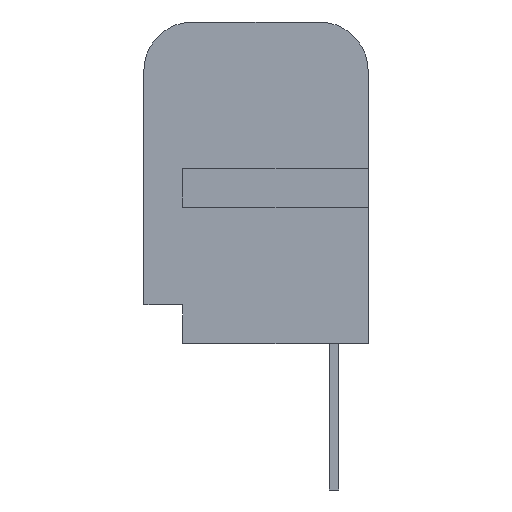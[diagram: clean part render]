
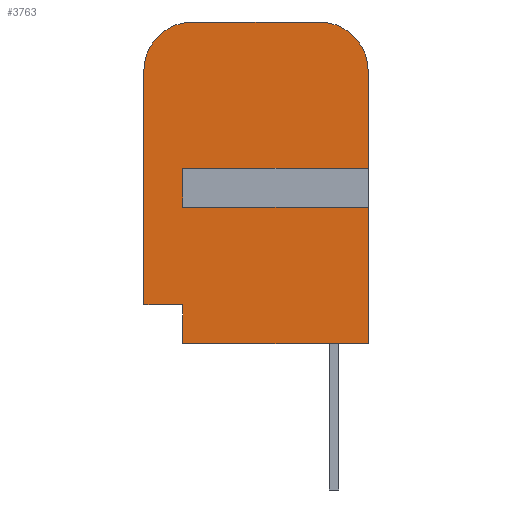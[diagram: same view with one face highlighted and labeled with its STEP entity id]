
A CAD part, left-side view. The second image highlights one B-rep face of the part: STEP entity #3763.
In plain terms, the highlighted planar face has unit normal (-1, 0, 0).
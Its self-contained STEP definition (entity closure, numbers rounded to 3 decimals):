
#2=DIRECTION('',(0.,1.,0.));
#3=VECTOR('',#2,3.8);
#4=CARTESIAN_POINT('',(-8.1,-2.3,-3.8));
#5=LINE('',#4,#3);
#6=DIRECTION('',(0.,0.,-1.));
#7=VECTOR('',#6,2.8);
#8=CARTESIAN_POINT('',(-8.1,-2.3,-3.8));
#9=LINE('',#8,#7);
#10=DIRECTION('',(0.,1.,0.));
#11=VECTOR('',#10,3.8);
#12=CARTESIAN_POINT('',(-8.1,-2.3,-6.6));
#13=LINE('',#12,#11);
#14=DIRECTION('',(0.,0.,1.));
#15=VECTOR('',#14,0.8);
#16=CARTESIAN_POINT('',(-8.1,1.5,-6.6));
#17=LINE('',#16,#15);
#18=DIRECTION('',(0.,1.,0.));
#19=VECTOR('',#18,0.8);
#20=CARTESIAN_POINT('',(-8.1,1.5,-5.8));
#21=LINE('',#20,#19);
#22=DIRECTION('',(0.,0.,1.));
#23=VECTOR('',#22,4.8);
#24=CARTESIAN_POINT('',(-8.1,2.3,-5.8));
#25=LINE('',#24,#23);
#26=CARTESIAN_POINT('',(-8.1,1.3,-1.));
#27=DIRECTION('',(1.,0.,0.));
#28=DIRECTION('',(0.,1.,0.));
#29=AXIS2_PLACEMENT_3D('',#26,#27,#28);
#31=DIRECTION('',(0.,-1.,0.));
#32=VECTOR('',#31,2.6);
#33=CARTESIAN_POINT('',(-8.1,1.3,0.));
#34=LINE('',#33,#32);
#35=CARTESIAN_POINT('',(-8.1,-1.3,-1.));
#36=DIRECTION('',(1.,0.,0.));
#37=DIRECTION('',(0.,0.,1.));
#38=AXIS2_PLACEMENT_3D('',#35,#36,#37);
#40=DIRECTION('',(0.,0.,-1.));
#41=VECTOR('',#40,2.);
#42=CARTESIAN_POINT('',(-8.1,-2.3,-1.));
#43=LINE('',#42,#41);
#44=DIRECTION('',(0.,1.,0.));
#45=VECTOR('',#44,3.8);
#46=CARTESIAN_POINT('',(-8.1,-2.3,-3.));
#47=LINE('',#46,#45);
#48=DIRECTION('',(0.,0.,1.));
#49=VECTOR('',#48,0.8);
#50=CARTESIAN_POINT('',(-8.1,1.5,-3.8));
#51=LINE('',#50,#49);
#3004=CARTESIAN_POINT('',(-8.1,2.3,-1.));
#3005=CARTESIAN_POINT('',(-8.1,1.3,0.));
#3006=VERTEX_POINT('',#3004);
#3007=VERTEX_POINT('',#3005);
#3008=CARTESIAN_POINT('',(-8.1,-1.3,0.));
#3009=VERTEX_POINT('',#3008);
#3010=CARTESIAN_POINT('',(-8.1,-2.3,-1.));
#3011=VERTEX_POINT('',#3010);
#3012=CARTESIAN_POINT('',(-8.1,-2.3,-6.6));
#3013=CARTESIAN_POINT('',(-8.1,1.5,-6.6));
#3014=VERTEX_POINT('',#3012);
#3015=VERTEX_POINT('',#3013);
#3016=CARTESIAN_POINT('',(-8.1,2.3,-5.8));
#3017=VERTEX_POINT('',#3016);
#3040=CARTESIAN_POINT('',(-8.1,-2.3,-3.8));
#3041=CARTESIAN_POINT('',(-8.1,1.5,-3.8));
#3042=VERTEX_POINT('',#3040);
#3043=VERTEX_POINT('',#3041);
#3044=CARTESIAN_POINT('',(-8.1,-2.3,-3.));
#3045=CARTESIAN_POINT('',(-8.1,1.5,-3.));
#3046=VERTEX_POINT('',#3044);
#3047=VERTEX_POINT('',#3045);
#3216=CARTESIAN_POINT('',(-8.1,1.5,-5.8));
#3217=VERTEX_POINT('',#3216);
#3732=CARTESIAN_POINT('',(-8.1,0.,0.));
#3733=DIRECTION('',(1.,0.,0.));
#3734=DIRECTION('',(0.,0.,-1.));
#3735=AXIS2_PLACEMENT_3D('',#3732,#3733,#3734);
#3736=PLANE('',#3735);
#3738=ORIENTED_EDGE('',*,*,#3737,.F.);
#3740=ORIENTED_EDGE('',*,*,#3739,.T.);
#3742=ORIENTED_EDGE('',*,*,#3741,.T.);
#3744=ORIENTED_EDGE('',*,*,#3743,.T.);
#3746=ORIENTED_EDGE('',*,*,#3745,.T.);
#3748=ORIENTED_EDGE('',*,*,#3747,.T.);
#3750=ORIENTED_EDGE('',*,*,#3749,.T.);
#3752=ORIENTED_EDGE('',*,*,#3751,.T.);
#3754=ORIENTED_EDGE('',*,*,#3753,.T.);
#3756=ORIENTED_EDGE('',*,*,#3755,.T.);
#3758=ORIENTED_EDGE('',*,*,#3757,.T.);
#3760=ORIENTED_EDGE('',*,*,#3759,.F.);
#3761=EDGE_LOOP('',(#3738,#3740,#3742,#3744,#3746,#3748,#3750,#3752,#3754,#3756,
#3758,#3760));
#3762=FACE_OUTER_BOUND('',#3761,.F.);
#30=CIRCLE('',#29,1.);
#39=CIRCLE('',#38,1.);
#3737=EDGE_CURVE('',#3042,#3043,#5,.T.);
#3739=EDGE_CURVE('',#3042,#3014,#9,.T.);
#3741=EDGE_CURVE('',#3014,#3015,#13,.T.);
#3743=EDGE_CURVE('',#3015,#3217,#17,.T.);
#3745=EDGE_CURVE('',#3217,#3017,#21,.T.);
#3747=EDGE_CURVE('',#3017,#3006,#25,.T.);
#3749=EDGE_CURVE('',#3006,#3007,#30,.T.);
#3751=EDGE_CURVE('',#3007,#3009,#34,.T.);
#3753=EDGE_CURVE('',#3009,#3011,#39,.T.);
#3755=EDGE_CURVE('',#3011,#3046,#43,.T.);
#3757=EDGE_CURVE('',#3046,#3047,#47,.T.);
#3759=EDGE_CURVE('',#3043,#3047,#51,.T.);
#3763=ADVANCED_FACE('',(#3762),#3736,.F.);
